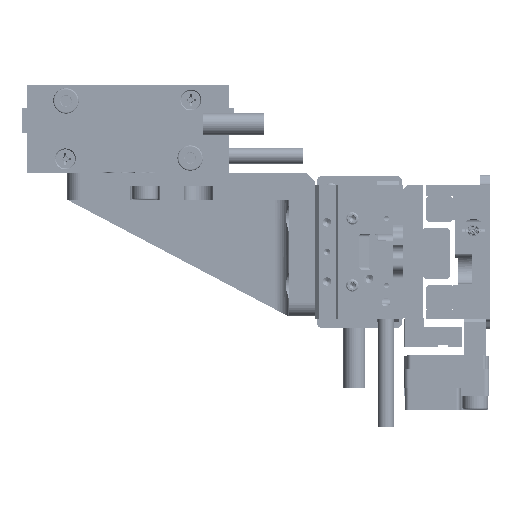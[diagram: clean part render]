
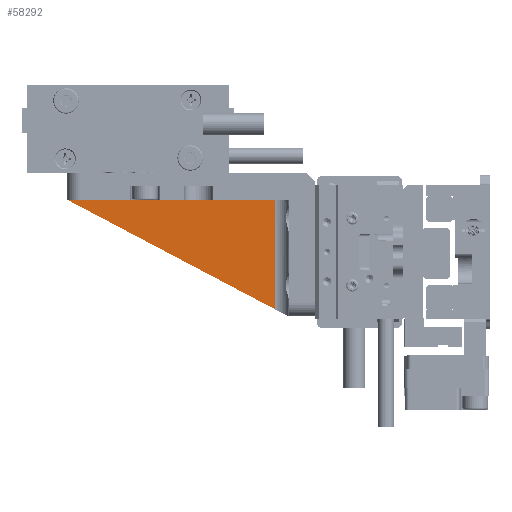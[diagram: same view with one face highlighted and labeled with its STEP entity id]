
A CAD part, left-side view. The second image highlights one B-rep face of the part: STEP entity #58292.
In plain terms, the highlighted face is planar.
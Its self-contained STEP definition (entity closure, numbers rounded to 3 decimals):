
#2797 = DIRECTION ( 'NONE',  ( 0., 1., 0. ) ) ;
#3914 = ORIENTED_EDGE ( 'NONE', *, *, #6705, .T. ) ;
#4213 = VERTEX_POINT ( 'NONE', #37623 ) ;
#6705 = EDGE_CURVE ( 'NONE', #4213, #37895, #65498, .T. ) ;
#10505 = CARTESIAN_POINT ( 'NONE',  ( 2., -14.5, 21.4 ) ) ;
#19552 = EDGE_CURVE ( 'NONE', #37895, #81174, #69548, .T. ) ;
#20080 = DIRECTION ( 'NONE',  ( 0., 0., -1. ) ) ;
#23778 = DIRECTION ( 'NONE',  ( 1., 0., 0. ) ) ;
#29746 = PLANE ( 'NONE',  #43369 ) ;
#34774 = DIRECTION ( 'NONE',  ( 0., -0.885, 0.466 ) ) ;
#37623 = CARTESIAN_POINT ( 'NONE',  ( 2., -12.5, 4. ) ) ;
#37895 = VERTEX_POINT ( 'NONE', #38442 ) ;
#38362 = CARTESIAN_POINT ( 'NONE',  ( 2., -12.5, 20.345 ) ) ;
#38442 = CARTESIAN_POINT ( 'NONE',  ( 2., 18.5, 4. ) ) ;
#41832 = CARTESIAN_POINT ( 'NONE',  ( 2., -14.5, 4. ) ) ;
#43369 = AXIS2_PLACEMENT_3D ( 'NONE', #10505, #23778, #51685 ) ;
#44616 = ORIENTED_EDGE ( 'NONE', *, *, #19552, .T. ) ;
#51685 = DIRECTION ( 'NONE',  ( 0., 0., -1. ) ) ;
#52120 = FACE_OUTER_BOUND ( 'NONE', #63453, .T. ) ;
#54870 = CARTESIAN_POINT ( 'NONE',  ( 2., -14.5, 21.4 ) ) ;
#58292 = ADVANCED_FACE ( 'NONE', ( #52120 ), #29746, .T. ) ;
#63453 = EDGE_LOOP ( 'NONE', ( #44616, #83294, #3914 ) ) ;
#65498 = LINE ( 'NONE', #41832, #86251 ) ;
#69505 = CARTESIAN_POINT ( 'NONE',  ( 2., -12.5, 21.4 ) ) ;
#69548 = LINE ( 'NONE', #54870, #75985 ) ;
#75985 = VECTOR ( 'NONE', #34774, 1000. ) ;
#77717 = EDGE_CURVE ( 'NONE', #81174, #4213, #84141, .T. ) ;
#80989 = VECTOR ( 'NONE', #20080, 1000. ) ;
#81174 = VERTEX_POINT ( 'NONE', #38362 ) ;
#83294 = ORIENTED_EDGE ( 'NONE', *, *, #77717, .T. ) ;
#84141 = LINE ( 'NONE', #69505, #80989 ) ;
#86251 = VECTOR ( 'NONE', #2797, 1000. ) ;
